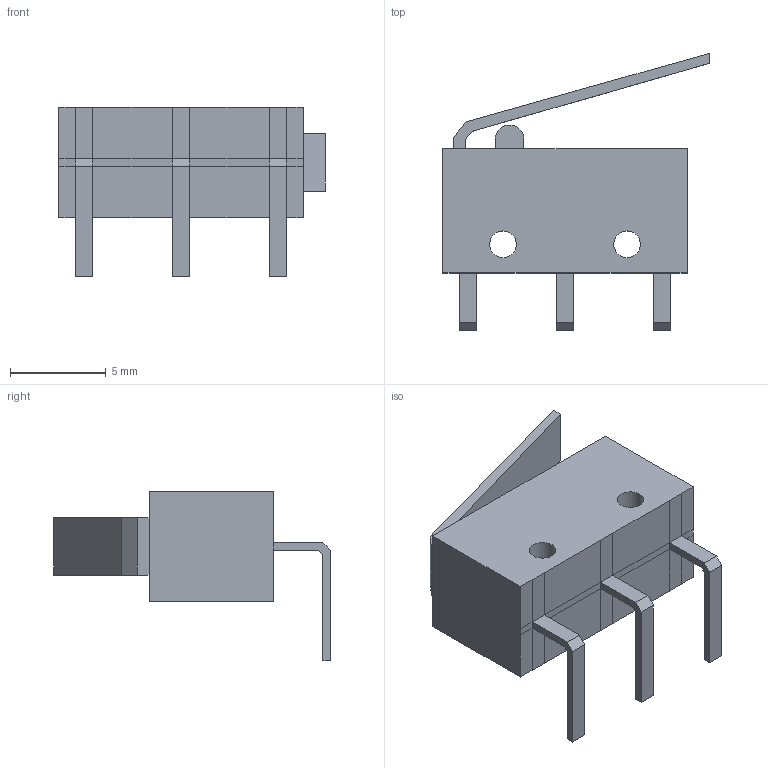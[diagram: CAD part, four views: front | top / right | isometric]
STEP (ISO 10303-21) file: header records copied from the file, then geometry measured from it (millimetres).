
FILE_DESCRIPTION(('FreeCAD Model'),'2;1');
FILE_NAME('Open CASCADE Shape Model','2024-03-14T16:11:42',(''),(''), 'Open CASCADE STEP processor 7.6','FreeCAD','Unknown');
FILE_SCHEMA(('AUTOMOTIVE_DESIGN { 1 0 10303 214 1 1 1 1 }'));
Length unit declared in the file: millimetre
Products named in the file (1): Body
Bounding box: 13.95 x 14.5 x 8.9 mm (x, y, z)
Volume: 502.2 mm3; surface area: 613 mm2
Topology: 1 solids, 1 shells, 66 faces, 162 edges, 100 vertices
Faces by surface type: plane 63, cylinder 3
Full cylindrical faces by diameter (mm): 1.4 x2
Entity records: 1910 total; most frequent: CARTESIAN_POINT 329, ORIENTED_EDGE 324, DIRECTION 302, EDGE_CURVE 162, LINE 156, VECTOR 156, VERTEX_POINT 100, AXIS2_PLACEMENT_3D 73
